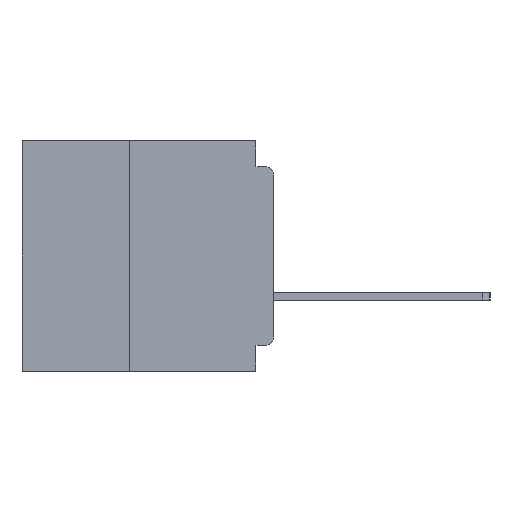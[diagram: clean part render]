
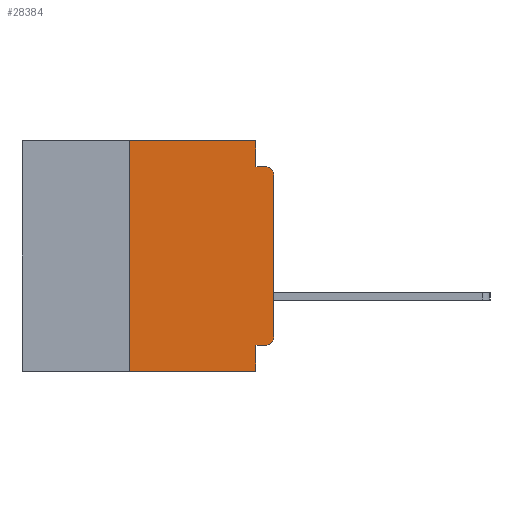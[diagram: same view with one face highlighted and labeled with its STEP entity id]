
A CAD part, left-side view. The second image highlights one B-rep face of the part: STEP entity #28384.
In plain terms, the highlighted planar face has unit normal (-1, 0, 0).
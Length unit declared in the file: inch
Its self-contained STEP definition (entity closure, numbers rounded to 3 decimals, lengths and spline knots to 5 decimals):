
#57 = VECTOR ( 'NONE', #9993, 39.37008 ) ;
#527 = VECTOR ( 'NONE', #21261, 39.37008 ) ;
#1077 = ORIENTED_EDGE ( 'NONE', *, *, #17854, .F. ) ;
#2011 = ORIENTED_EDGE ( 'NONE', *, *, #12779, .T. ) ;
#2123 = LINE ( 'NONE', #24903, #38546 ) ;
#2500 = VECTOR ( 'NONE', #14065, 39.37008 ) ;
#4275 = ORIENTED_EDGE ( 'NONE', *, *, #40011, .F. ) ;
#4774 = ORIENTED_EDGE ( 'NONE', *, *, #15154, .F. ) ;
#5364 = LINE ( 'NONE', #12821, #24080 ) ;
#5369 = VERTEX_POINT ( 'NONE', #10475 ) ;
#6098 = PLANE ( 'NONE',  #38422 ) ;
#6880 = EDGE_CURVE ( 'NONE', #18448, #5369, #21238, .T. ) ;
#7540 = VERTEX_POINT ( 'NONE', #20411 ) ;
#7704 = AXIS2_PLACEMENT_3D ( 'NONE', #15663, #40334, #19202 ) ;
#9658 = CARTESIAN_POINT ( 'NONE',  ( 0., 0.437, 0. ) ) ;
#9836 = CARTESIAN_POINT ( 'NONE',  ( 0., 0.25, 0. ) ) ;
#9993 = DIRECTION ( 'NONE',  ( 0., -1., 0. ) ) ;
#10438 = EDGE_CURVE ( 'NONE', #25338, #22122, #26477, .T. ) ;
#10475 = CARTESIAN_POINT ( 'NONE',  ( 0., 0.031, 0. ) ) ;
#10584 = LINE ( 'NONE', #34626, #57 ) ;
#11503 = CIRCLE ( 'NONE', #7704, 0.015 ) ;
#12044 = CARTESIAN_POINT ( 'NONE',  ( 0., 0.031, -0.4 ) ) ;
#12520 = ORIENTED_EDGE ( 'NONE', *, *, #10438, .F. ) ;
#12779 = EDGE_CURVE ( 'NONE', #7540, #22122, #10584, .T. ) ;
#12821 = CARTESIAN_POINT ( 'NONE',  ( 0., 0., 0. ) ) ;
#13133 = FACE_OUTER_BOUND ( 'NONE', #18321, .T. ) ;
#13181 = DIRECTION ( 'NONE',  ( 1., 0., 0. ) ) ;
#13914 = CARTESIAN_POINT ( 'NONE',  ( 0., 0.437, 0. ) ) ;
#14065 = DIRECTION ( 'NONE',  ( 0., -1., 0. ) ) ;
#14189 = CARTESIAN_POINT ( 'NONE',  ( 0., 0.031, -0.4 ) ) ;
#14485 = LINE ( 'NONE', #35404, #15575 ) ;
#15154 = EDGE_CURVE ( 'NONE', #7540, #18448, #2123, .T. ) ;
#15575 = VECTOR ( 'NONE', #24884, 39.37008 ) ;
#15663 = CARTESIAN_POINT ( 'NONE',  ( 0., 0.015, -0.06 ) ) ;
#16359 = DIRECTION ( 'NONE',  ( 0., 0., 1. ) ) ;
#16547 = DIRECTION ( 'NONE',  ( -1., 0., 0. ) ) ;
#16799 = LINE ( 'NONE', #36290, #43833 ) ;
#17854 = EDGE_CURVE ( 'NONE', #41832, #30896, #24458, .T. ) ;
#18195 = CARTESIAN_POINT ( 'NONE',  ( 0., 0.015, -0.355 ) ) ;
#18321 = EDGE_LOOP ( 'NONE', ( #22818, #37619, #1077, #45477, #39450, #4774, #2011, #12520, #4275, #37523 ) ) ;
#18448 = VERTEX_POINT ( 'NONE', #9836 ) ;
#19202 = DIRECTION ( 'NONE',  ( 0., 0., -1. ) ) ;
#20411 = CARTESIAN_POINT ( 'NONE',  ( 0., 0.25, -0.4 ) ) ;
#21238 = LINE ( 'NONE', #13914, #2500 ) ;
#21261 = DIRECTION ( 'NONE',  ( 0., 0., -1. ) ) ;
#21863 = CARTESIAN_POINT ( 'NONE',  ( 0., 0., -0.06 ) ) ;
#22122 = VERTEX_POINT ( 'NONE', #12044 ) ;
#22595 = AXIS2_PLACEMENT_3D ( 'NONE', #37683, #16547, #41223 ) ;
#22818 = ORIENTED_EDGE ( 'NONE', *, *, #36786, .T. ) ;
#23427 = EDGE_CURVE ( 'NONE', #42510, #44111, #27976, .T. ) ;
#24080 = VECTOR ( 'NONE', #16359, 39.37008 ) ;
#24458 = LINE ( 'NONE', #30539, #33867 ) ;
#24595 = EDGE_CURVE ( 'NONE', #5369, #41832, #16799, .T. ) ;
#24884 = DIRECTION ( 'NONE',  ( 0., 1., 0. ) ) ;
#24903 = CARTESIAN_POINT ( 'NONE',  ( 0., 0.25, -0.4 ) ) ;
#25338 = VERTEX_POINT ( 'NONE', #33156 ) ;
#26477 = LINE ( 'NONE', #14189, #527 ) ;
#27503 = VERTEX_POINT ( 'NONE', #21863 ) ;
#27976 = CIRCLE ( 'NONE', #22595, 0.015 ) ;
#28212 = EDGE_CURVE ( 'NONE', #27503, #30896, #11503, .T. ) ;
#28384 = ADVANCED_FACE ( 'NONE', ( #13133 ), #6098, .F. ) ;
#28496 = DIRECTION ( 'NONE',  ( 0., 0., 1. ) ) ;
#30539 = CARTESIAN_POINT ( 'NONE',  ( 0., 0., -0.045 ) ) ;
#30896 = VERTEX_POINT ( 'NONE', #35434 ) ;
#32157 = CARTESIAN_POINT ( 'NONE',  ( 0., 0.031, -0.045 ) ) ;
#33156 = CARTESIAN_POINT ( 'NONE',  ( 0., 0.031, -0.355 ) ) ;
#33867 = VECTOR ( 'NONE', #44518, 39.37008 ) ;
#34626 = CARTESIAN_POINT ( 'NONE',  ( 0., 0.437, -0.4 ) ) ;
#35404 = CARTESIAN_POINT ( 'NONE',  ( 0., 0., -0.355 ) ) ;
#35434 = CARTESIAN_POINT ( 'NONE',  ( 0., 0.015, -0.045 ) ) ;
#36151 = DIRECTION ( 'NONE',  ( 0., 0., -1. ) ) ;
#36290 = CARTESIAN_POINT ( 'NONE',  ( 0., 0.031, 0. ) ) ;
#36786 = EDGE_CURVE ( 'NONE', #44111, #27503, #5364, .T. ) ;
#37523 = ORIENTED_EDGE ( 'NONE', *, *, #23427, .T. ) ;
#37619 = ORIENTED_EDGE ( 'NONE', *, *, #28212, .T. ) ;
#37683 = CARTESIAN_POINT ( 'NONE',  ( 0., 0.015, -0.34 ) ) ;
#37858 = DIRECTION ( 'NONE',  ( 0., 0., -1. ) ) ;
#38422 = AXIS2_PLACEMENT_3D ( 'NONE', #9658, #13181, #37858 ) ;
#38546 = VECTOR ( 'NONE', #28496, 39.37008 ) ;
#39450 = ORIENTED_EDGE ( 'NONE', *, *, #6880, .F. ) ;
#40011 = EDGE_CURVE ( 'NONE', #42510, #25338, #14485, .T. ) ;
#40334 = DIRECTION ( 'NONE',  ( -1., 0., 0. ) ) ;
#41223 = DIRECTION ( 'NONE',  ( 0., 0., -1. ) ) ;
#41832 = VERTEX_POINT ( 'NONE', #32157 ) ;
#42510 = VERTEX_POINT ( 'NONE', #18195 ) ;
#43833 = VECTOR ( 'NONE', #36151, 39.37008 ) ;
#44111 = VERTEX_POINT ( 'NONE', #44989 ) ;
#44518 = DIRECTION ( 'NONE',  ( 0., -1., 0. ) ) ;
#44989 = CARTESIAN_POINT ( 'NONE',  ( 0., 0., -0.34 ) ) ;
#45477 = ORIENTED_EDGE ( 'NONE', *, *, #24595, .F. ) ;
